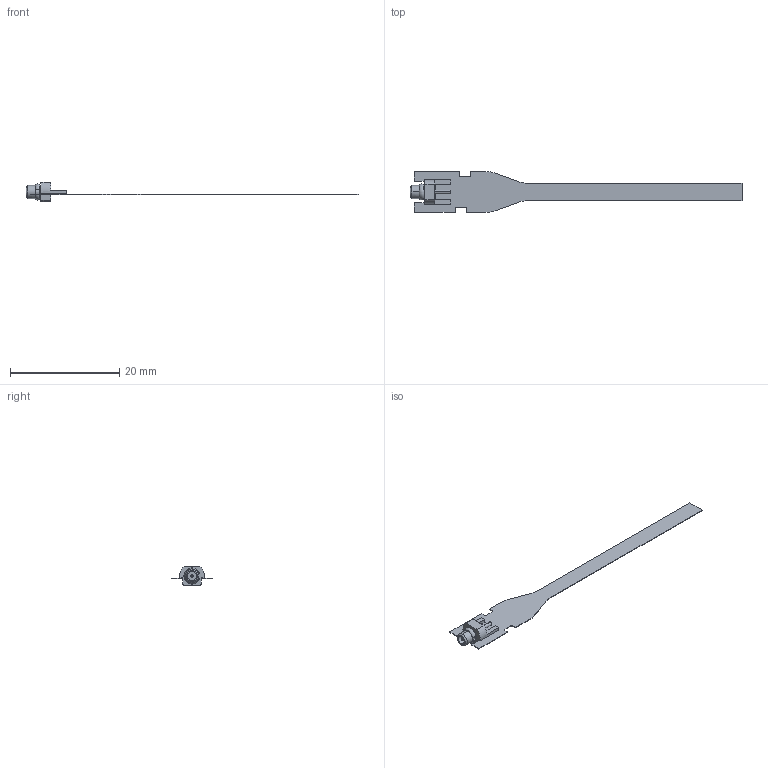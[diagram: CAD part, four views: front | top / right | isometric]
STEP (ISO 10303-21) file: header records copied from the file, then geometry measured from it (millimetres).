
FILE_DESCRIPTION(('KiCad electronic assembly'),'2;1');
FILE_NAME('0100_COVERSHEET.step','2025-01-29T20:45:38',('Pcbnew'),( 'Kicad'),'Open CASCADE STEP processor 7.8','KiCad to STEP converter' ,'Unknown');
FILE_SCHEMA(('AUTOMOTIVE_DESIGN { 1 0 10303 214 1 1 1 1 }'));
Length unit declared in the file: millimetre
Products named in the file (4): 0100_COVERSHEET 1; MOLEX-734150991; 734150991; 0100_COVERSHEET_PCB
Assembly tree (3 placements, depth 3):
  0100_COVERSHEET 1
    MOLEX-734150991
      734150991
    0100_COVERSHEET_PCB
Bounding box: 60.79 x 7.5 x 3.5 mm (x, y, z)
Volume: 64.1 mm3; surface area: 617.4 mm2
Topology: 2 solids, 2 shells, 86 faces, 230 edges, 152 vertices
Faces by surface type: plane 56, cylinder 25, cone 4, torus 1
Entity records: 2773 total; most frequent: CARTESIAN_POINT 496, DIRECTION 470, ORIENTED_EDGE 460, EDGE_CURVE 230, LINE 162, VECTOR 162, AXIS2_PLACEMENT_3D 154, VERTEX_POINT 152
